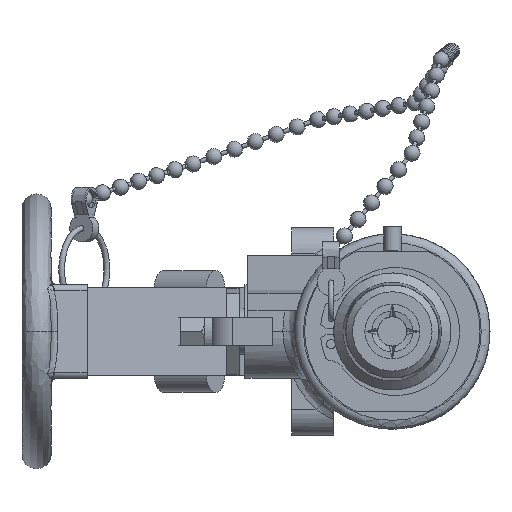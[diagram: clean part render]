
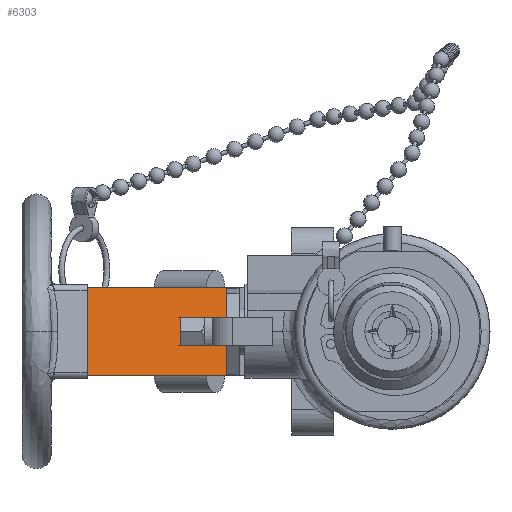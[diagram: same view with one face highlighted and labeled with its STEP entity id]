
A CAD part, left-side view. The second image highlights one B-rep face of the part: STEP entity #6303.
In plain terms, the highlighted planar face has unit normal (-0.838, -0.545, 0).
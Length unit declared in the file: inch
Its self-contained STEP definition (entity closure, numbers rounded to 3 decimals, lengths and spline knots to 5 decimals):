
#97=CARTESIAN_POINT('',(0.6465,1.42,-0.375));
#98=VERTEX_POINT('',#97);
#105=CARTESIAN_POINT('',(-0.1255,2.60769,-0.375));
#106=VERTEX_POINT('',#105);
#107=CARTESIAN_POINT('',(-0.1255,2.60769,-0.375));
#108=DIRECTION('',(0.545,-0.838,0.));
#109=VECTOR('',#108,1.41654);
#110=LINE('',#107,#109);
#111=EDGE_CURVE('',#106,#98,#110,.T.);
#327=CARTESIAN_POINT('',(-0.1255,2.60769,0.375));
#328=VERTEX_POINT('',#327);
#335=CARTESIAN_POINT('',(0.6465,1.42,0.375));
#336=VERTEX_POINT('',#335);
#337=CARTESIAN_POINT('',(0.6465,1.42,0.375));
#338=DIRECTION('',(-0.545,0.838,0.));
#339=VECTOR('',#338,1.41654);
#340=LINE('',#337,#339);
#341=EDGE_CURVE('',#336,#328,#340,.T.);
#3563=CARTESIAN_POINT('',(-0.1255,2.60769,0.375));
#3564=DIRECTION('',(0.0,0.0,-1.0));
#3565=VECTOR('',#3564,0.75);
#3566=LINE('',#3563,#3565);
#3567=EDGE_CURVE('',#328,#106,#3566,.T.);
#6239=CARTESIAN_POINT('',(-0.4065,3.04,0.375));
#6240=DIRECTION('',(-0.838,-0.545,0.));
#6241=DIRECTION('',(-0.545,0.838,0.));
#6242=AXIS2_PLACEMENT_3D('',#6239,#6240,#6241);
#6243=PLANE('',#6242);
#6244=ORIENTED_EDGE('',*,*,#3567,.T.);
#6245=ORIENTED_EDGE('',*,*,#111,.T.);
#6246=CARTESIAN_POINT('',(0.6465,1.42,-0.12));
#6247=VERTEX_POINT('',#6246);
#6248=CARTESIAN_POINT('',(0.6465,1.42,-0.12));
#6249=DIRECTION('',(0.0,0.0,-1.0));
#6250=VECTOR('',#6249,0.255);
#6251=LINE('',#6248,#6250);
#6252=EDGE_CURVE('',#6247,#98,#6251,.T.);
#6253=ORIENTED_EDGE('',*,*,#6252,.F.);
#6254=CARTESIAN_POINT('',(0.62845,1.44776,-0.12));
#6255=VERTEX_POINT('',#6254);
#6256=CARTESIAN_POINT('',(0.6465,1.42,-0.12));
#6257=DIRECTION('',(-0.545,0.838,0.));
#6258=VECTOR('',#6257,0.03311);
#6259=LINE('',#6256,#6258);
#6260=EDGE_CURVE('',#6247,#6255,#6259,.T.);
#6261=ORIENTED_EDGE('',*,*,#6260,.T.);
#6262=CARTESIAN_POINT('',(0.39301,1.80998,-0.12));
#6263=VERTEX_POINT('',#6262);
#6264=CARTESIAN_POINT('',(0.62845,1.44776,-0.12));
#6265=DIRECTION('',(-0.545,0.838,0.));
#6266=VECTOR('',#6265,0.43201);
#6267=LINE('',#6264,#6266);
#6268=EDGE_CURVE('',#6255,#6263,#6267,.T.);
#6269=ORIENTED_EDGE('',*,*,#6268,.T.);
#6270=CARTESIAN_POINT('',(0.39301,1.80998,0.12));
#6271=VERTEX_POINT('',#6270);
#6272=CARTESIAN_POINT('',(0.39301,1.80998,-0.12));
#6273=DIRECTION('',(0.0,0.0,1.0));
#6274=VECTOR('',#6273,0.24);
#6275=LINE('',#6272,#6274);
#6276=EDGE_CURVE('',#6263,#6271,#6275,.T.);
#6277=ORIENTED_EDGE('',*,*,#6276,.T.);
#6278=CARTESIAN_POINT('',(0.62845,1.44776,0.12));
#6279=VERTEX_POINT('',#6278);
#6280=CARTESIAN_POINT('',(0.39301,1.80998,0.12));
#6281=DIRECTION('',(0.545,-0.838,0.));
#6282=VECTOR('',#6281,0.43201);
#6283=LINE('',#6280,#6282);
#6284=EDGE_CURVE('',#6271,#6279,#6283,.T.);
#6285=ORIENTED_EDGE('',*,*,#6284,.T.);
#6286=CARTESIAN_POINT('',(0.6465,1.42,0.12));
#6287=VERTEX_POINT('',#6286);
#6288=CARTESIAN_POINT('',(0.62845,1.44776,0.12));
#6289=DIRECTION('',(0.545,-0.838,0.));
#6290=VECTOR('',#6289,0.03311);
#6291=LINE('',#6288,#6290);
#6292=EDGE_CURVE('',#6279,#6287,#6291,.T.);
#6293=ORIENTED_EDGE('',*,*,#6292,.T.);
#6294=CARTESIAN_POINT('',(0.6465,1.42,0.375));
#6295=DIRECTION('',(0.0,0.0,-1.0));
#6296=VECTOR('',#6295,0.255);
#6297=LINE('',#6294,#6296);
#6298=EDGE_CURVE('',#336,#6287,#6297,.T.);
#6299=ORIENTED_EDGE('',*,*,#6298,.F.);
#6300=ORIENTED_EDGE('',*,*,#341,.T.);
#6301=EDGE_LOOP('',(#6244,#6245,#6253,#6261,#6269,#6277,#6285,#6293,#6299,#6300));
#6302=FACE_OUTER_BOUND('',#6301,.T.);
#6303=ADVANCED_FACE('',(#6302),#6243,.T.);
